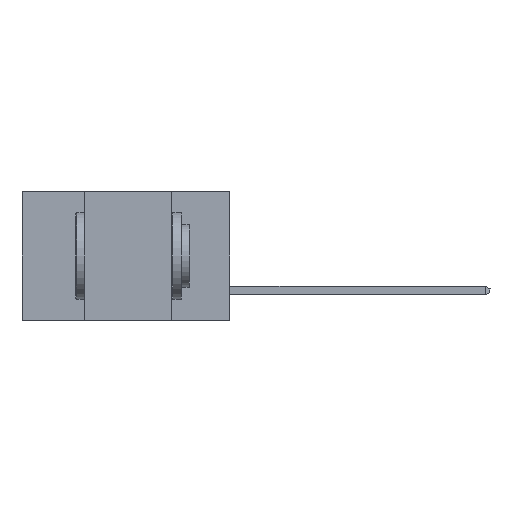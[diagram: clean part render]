
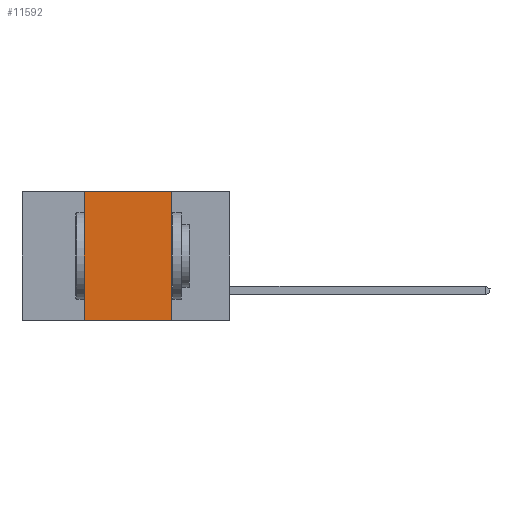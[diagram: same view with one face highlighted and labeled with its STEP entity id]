
A CAD part, left-side view. The second image highlights one B-rep face of the part: STEP entity #11592.
In plain terms, the highlighted planar face has unit normal (-1, 0, 0).
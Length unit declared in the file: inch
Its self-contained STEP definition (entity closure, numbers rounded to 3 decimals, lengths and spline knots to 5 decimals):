
#57 = ORIENTED_EDGE ( 'NONE', *, *, #22150, .F. ) ;
#247 = DIRECTION ( 'NONE',  ( 1., 0., 0. ) ) ;
#381 = DIRECTION ( 'NONE',  ( 0., 0., 1. ) ) ;
#1906 = VECTOR ( 'NONE', #9967, 39.37008 ) ;
#2247 = VERTEX_POINT ( 'NONE', #6537 ) ;
#5734 = LINE ( 'NONE', #24845, #22484 ) ;
#6111 = DIRECTION ( 'NONE',  ( 0., -1., 0. ) ) ;
#6155 = PLANE ( 'NONE',  #20125 ) ;
#6387 = ORIENTED_EDGE ( 'NONE', *, *, #17372, .F. ) ;
#6537 = CARTESIAN_POINT ( 'NONE',  ( 0., 0.17, -0.37 ) ) ;
#7876 = ORIENTED_EDGE ( 'NONE', *, *, #24571, .T. ) ;
#8090 = CARTESIAN_POINT ( 'NONE',  ( 0., 0.17, -0.37 ) ) ;
#8441 = CARTESIAN_POINT ( 'NONE',  ( 0., 0.17, 0. ) ) ;
#9488 = DIRECTION ( 'NONE',  ( 0., -1., 0. ) ) ;
#9686 = DIRECTION ( 'NONE',  ( 0., 0., -1. ) ) ;
#9967 = DIRECTION ( 'NONE',  ( 0., 0., -1. ) ) ;
#10104 = LINE ( 'NONE', #8090, #1906 ) ;
#10441 = EDGE_CURVE ( 'NONE', #13392, #19997, #5734, .T. ) ;
#11294 = VECTOR ( 'NONE', #381, 39.37008 ) ;
#11452 = CARTESIAN_POINT ( 'NONE',  ( 0., 0.42, 0. ) ) ;
#11592 = ADVANCED_FACE ( 'NONE', ( #16761 ), #6155, .F. ) ;
#11824 = CARTESIAN_POINT ( 'NONE',  ( 0., 0.42, -0.37 ) ) ;
#12072 = CARTESIAN_POINT ( 'NONE',  ( 0., 0.42, -0.37 ) ) ;
#13392 = VERTEX_POINT ( 'NONE', #11452 ) ;
#13453 = VERTEX_POINT ( 'NONE', #12072 ) ;
#15412 = CARTESIAN_POINT ( 'NONE',  ( 0., 0.6, -0.37 ) ) ;
#16761 = FACE_OUTER_BOUND ( 'NONE', #20807, .T. ) ;
#17206 = VECTOR ( 'NONE', #9488, 39.37008 ) ;
#17372 = EDGE_CURVE ( 'NONE', #19997, #2247, #10104, .T. ) ;
#19109 = CARTESIAN_POINT ( 'NONE',  ( 0., 0.6, 0. ) ) ;
#19997 = VERTEX_POINT ( 'NONE', #8441 ) ;
#20125 = AXIS2_PLACEMENT_3D ( 'NONE', #19109, #247, #9686 ) ;
#20807 = EDGE_LOOP ( 'NONE', ( #6387, #23548, #57, #7876 ) ) ;
#21643 = LINE ( 'NONE', #11824, #11294 ) ;
#22150 = EDGE_CURVE ( 'NONE', #13453, #13392, #21643, .T. ) ;
#22484 = VECTOR ( 'NONE', #6111, 39.37008 ) ;
#22823 = LINE ( 'NONE', #15412, #17206 ) ;
#23548 = ORIENTED_EDGE ( 'NONE', *, *, #10441, .F. ) ;
#24571 = EDGE_CURVE ( 'NONE', #13453, #2247, #22823, .T. ) ;
#24845 = CARTESIAN_POINT ( 'NONE',  ( 0., 0.6, 0. ) ) ;
